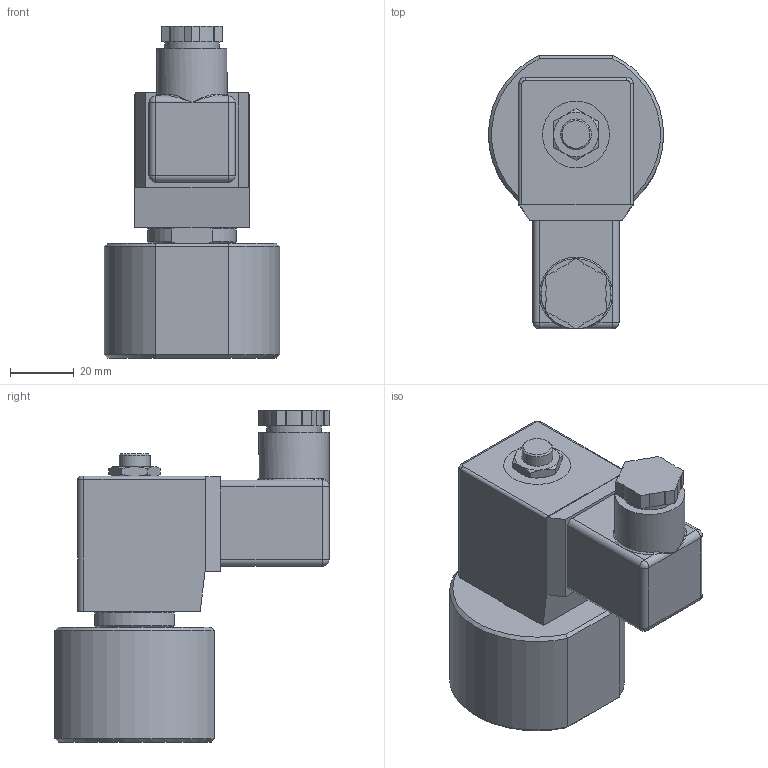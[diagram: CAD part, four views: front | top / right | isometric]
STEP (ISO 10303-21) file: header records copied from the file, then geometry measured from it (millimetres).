
FILE_DESCRIPTION(/* description */ ('3D-Modell'),/* implementation_level */ '2;1');
FILE_NAME(/* name */ '055.000004_A554H-1004-1012.stp',/* time_stamp */ '2018-01-03T13:53:10+01:00',/* author */ ('EFast'),/* organization */ (''),/* preprocessor_version */ 'ST-DEVELOPER v16.1',/* originating_system */ 'Autodesk Inventor 2016',/* authorisation */ '');
FILE_SCHEMA (('AUTOMOTIVE_DESIGN { 1 0 10303 214 3 1 1 }'));
Length unit declared in the file: millimetre
Products named in the file (1): 88-003758
Bounding box: 55 x 86 x 104.2 mm (x, y, z)
Volume: 183929.8 mm3; surface area: 24893 mm2
Topology: 1 solids, 1 shells, 124 faces, 304 edges, 184 vertices
Faces by surface type: plane 67, cylinder 27, cone 21, bspline 4, sphere 4, torus 1
Full cylindrical faces by diameter (mm): 9.7 x1, 17 x1, 22 x1
Entity records: 3637 total; most frequent: CARTESIAN_POINT 829, ORIENTED_EDGE 584, DIRECTION 575, EDGE_CURVE 292, AXIS2_PLACEMENT_3D 206, VERTEX_POINT 182, LINE 163, VECTOR 163
